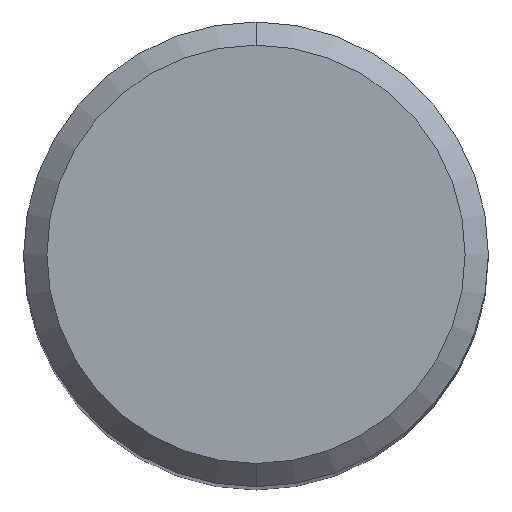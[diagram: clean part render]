
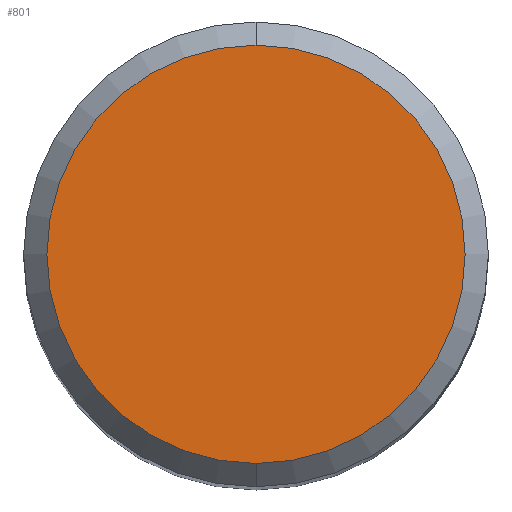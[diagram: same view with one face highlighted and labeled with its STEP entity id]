
A CAD part, top view. The second image highlights one B-rep face of the part: STEP entity #801.
In plain terms, the highlighted planar face has unit normal (0, 0, 1).
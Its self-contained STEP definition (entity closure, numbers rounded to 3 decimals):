
#459=VERTEX_POINT('',#1047);
#663=EDGE_CURVE('',#459,#825,#1272,.T.);
#733=EDGE_CURVE('',#825,#459,#1349,.T.);
#801=ADVANCED_FACE('',(#1421),#1422,.T.);
#825=VERTEX_POINT('',#1446);
#1047=CARTESIAN_POINT('',(0.0,7.2,0.0));
#1272=CIRCLE('',#4656,7.2);
#1349=CIRCLE('',#5572,7.2);
#1421=FACE_OUTER_BOUND('',#5922,.T.);
#1422=PLANE('',#5923);
#1446=CARTESIAN_POINT('',(0.,-7.2,0.0));
#4656=AXIS2_PLACEMENT_3D('',#6573,#6574,#6575);
#5572=AXIS2_PLACEMENT_3D('',#6670,#6671,#6672);
#5922=EDGE_LOOP('',(#6715,#6716));
#5923=AXIS2_PLACEMENT_3D('',#6717,#6718,#6719);
#6573=CARTESIAN_POINT('',(0.0,0.0,0.0));
#6574=DIRECTION('',(0.0,0.0,-1.0));
#6575=DIRECTION('',(0.0,1.0,0.0));
#6670=CARTESIAN_POINT('',(0.0,0.0,0.0));
#6671=DIRECTION('',(0.0,0.0,-1.0));
#6672=DIRECTION('',(0.0,1.0,0.0));
#6715=ORIENTED_EDGE('',*,*,#663,.F.);
#6716=ORIENTED_EDGE('',*,*,#733,.F.);
#6717=CARTESIAN_POINT('',(0.0,3.6,0.0));
#6718=DIRECTION('',(-0.0,0.0,1.0));
#6719=DIRECTION('',(0.0,-1.0,0.0));
